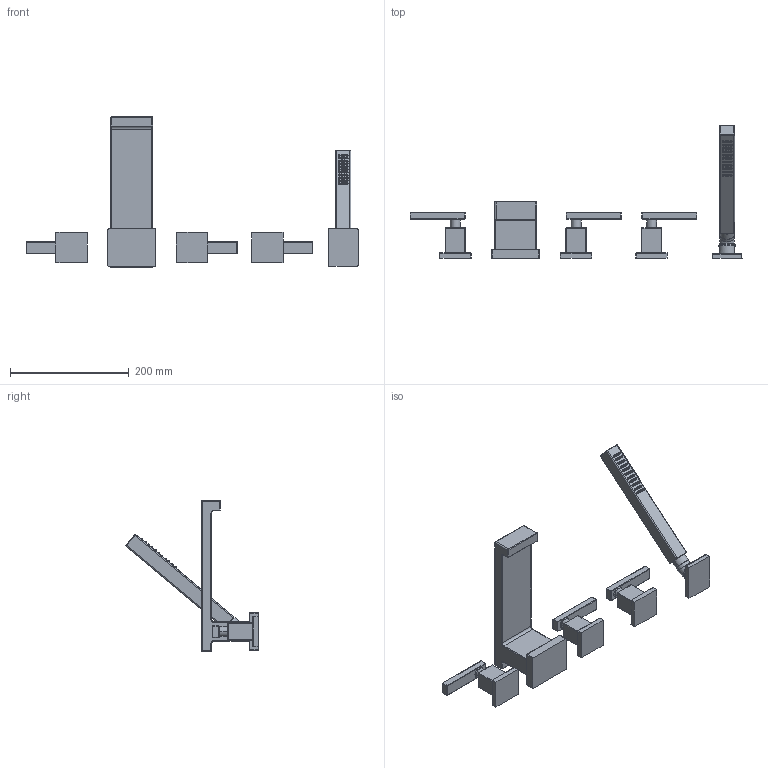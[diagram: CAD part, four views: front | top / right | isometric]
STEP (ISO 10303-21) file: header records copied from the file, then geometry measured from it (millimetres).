
FILE_DESCRIPTION((''),'2;1');
FILE_NAME('3-2567','2021-03-22T13:38:57',('jinson.thomas'),(''),'CREO PARAMETRIC BY PTC INC, 2018400','CREO PARAMETRIC BY PTC INC, 2018400','');
FILE_SCHEMA(('CONFIG_CONTROL_DESIGN'));
Products named in the file (1): 3-2567
Bounding box: 558.42 x 222.8 x 254 mm (x, y, z)
Volume: 1007303.2 mm3; surface area: 164022.7 mm2
Topology: 5 solids, 6 shells, 1086 faces, 2360 edges, 1388 vertices
Faces by surface type: cylinder 312, bspline 280, cone 154, plane 150, torus 128, sphere 62
Entity records: 51586 total; most frequent: CARTESIAN_POINT 29352, ORIENTED_EDGE 4720, DIRECTION 4338, EDGE_CURVE 2360, AXIS2_PLACEMENT_3D 1776, VERTEX_POINT 1388, EDGE_LOOP 1190, FACE_OUTER_BOUND 1086
